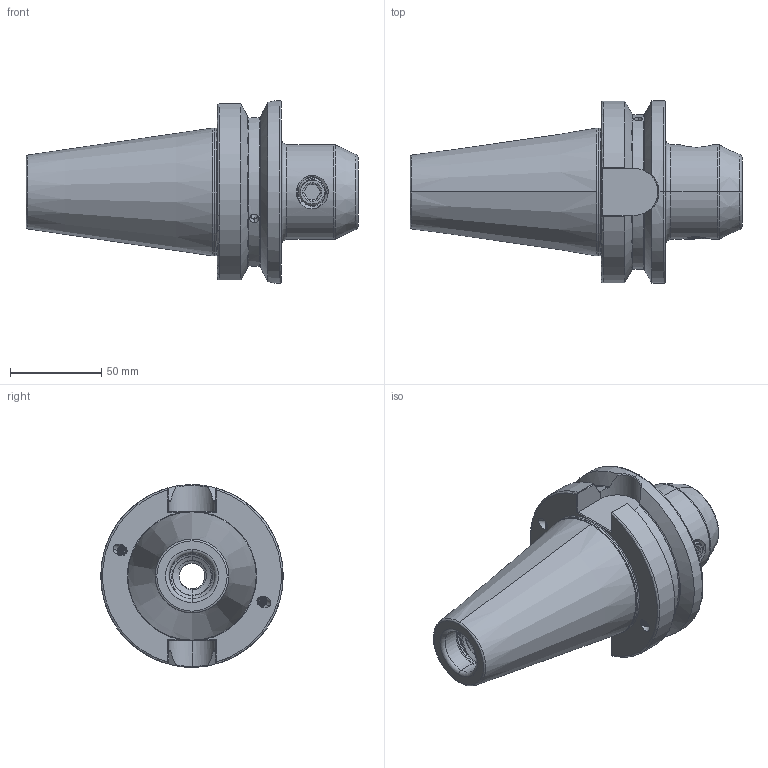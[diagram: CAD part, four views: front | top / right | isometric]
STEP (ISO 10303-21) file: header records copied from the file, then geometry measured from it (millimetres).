
FILE_DESCRIPTION (( 'STEP AP203' ), '1' );
FILE_NAME ('506.05.20.STEP', '2016-08-08T07:39:33', ( '' ), ( '' ), 'SwSTEP 2.0', 'SolidWorks 2012', '' );
FILE_SCHEMA (( 'CONFIG_CONTROL_DESIGN' ));
Length unit declared in the file: millimetre
Products named in the file (3): 506.05.20; 側固16_M16x2_16L
Assembly tree (2 placements, depth 2):
  506.05.20
    506.05.20
    側固16_M16x2_16L
Bounding box: 181.8 x 100 x 100 mm (x, y, z)
Volume: 512991.1 mm3; surface area: 69009.4 mm2
Topology: 2 solids, 2 shells, 289 faces, 780 edges, 498 vertices
Faces by surface type: cylinder 148, plane 45, bspline 35, cone 31, torus 28, sphere 2
Entity records: 32577 total; most frequent: CARTESIAN_POINT 26071, ORIENTED_EDGE 1548, DIRECTION 1029, EDGE_CURVE 774, VERTEX_POINT 498, AXIS2_PLACEMENT_3D 399, EDGE_LOOP 310, ADVANCED_FACE 289
